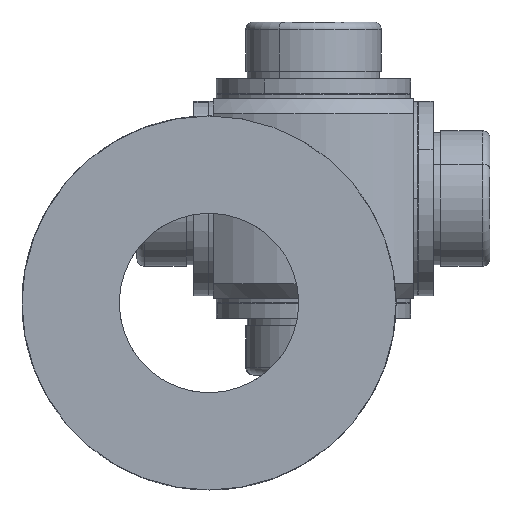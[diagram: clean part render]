
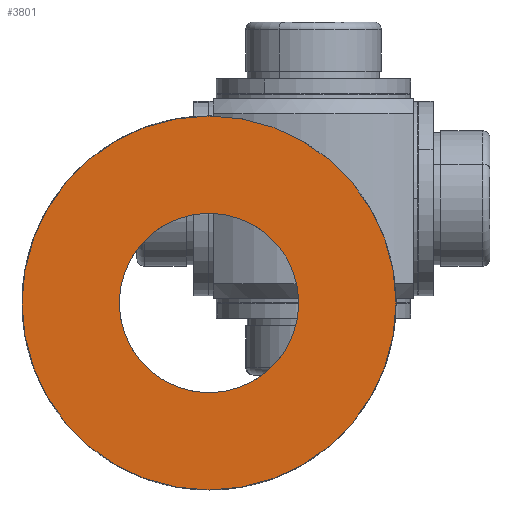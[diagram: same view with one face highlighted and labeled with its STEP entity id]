
A CAD part, left-side view. The second image highlights one B-rep face of the part: STEP entity #3801.
In plain terms, the highlighted face is planar.
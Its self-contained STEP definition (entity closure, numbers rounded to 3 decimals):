
#543=PLANE('',#6984);
#1271=VERTEX_POINT('',#6059);
#1303=VERTEX_POINT('',#6306);
#1553=CIRCLE('',#6962,0.6);
#1559=CIRCLE('',#6983,1.25);
#1977=EDGE_CURVE('',#1271,#1271,#1553,.T.);
#2023=EDGE_CURVE('',#1303,#1303,#1559,.T.);
#2983=ORIENTED_EDGE('',*,*,#1977,.T.);
#2984=ORIENTED_EDGE('',*,*,#2023,.F.);
#3314=EDGE_LOOP('',(#2983));
#3315=EDGE_LOOP('',(#2984));
#3577=FACE_BOUND('',#3314,.T.);
#3578=FACE_BOUND('',#3315,.T.);
#3801=ADVANCED_FACE('',(#3577,#3578),#543,.T.);
#4800=DIRECTION('',(0.,0.,-1.));
#4801=DIRECTION('',(0.6,0.,0.));
#4854=DIRECTION('',(0.,0.,-1.));
#4855=DIRECTION('',(1.25,0.,0.));
#4856=DIRECTION('',(0.,0.,1.));
#6058=CARTESIAN_POINT('',(0.,0.,2.5));
#6059=CARTESIAN_POINT('',(-0.6,0.,2.5));
#6305=CARTESIAN_POINT('',(0.,0.,2.5));
#6306=CARTESIAN_POINT('',(1.25,0.,2.5));
#6307=CARTESIAN_POINT('',(0.,0.,2.5));
#6962=AXIS2_PLACEMENT_3D('',#6058,#4800,#4801);
#6983=AXIS2_PLACEMENT_3D('',#6305,#4854,#4855);
#6984=AXIS2_PLACEMENT_3D('',#6307,#4856,$);
